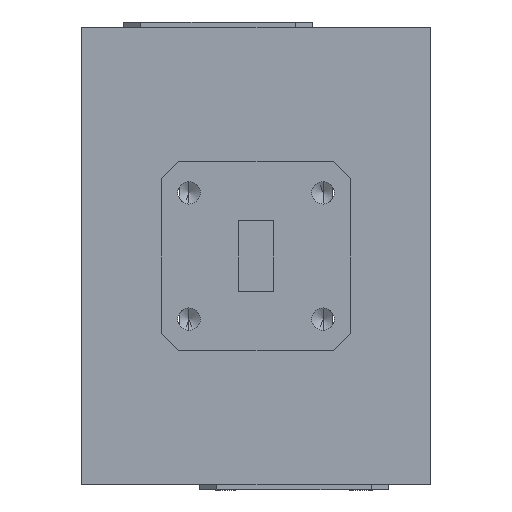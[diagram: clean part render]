
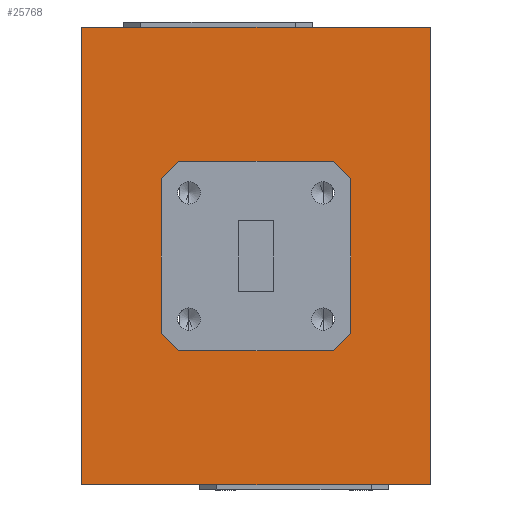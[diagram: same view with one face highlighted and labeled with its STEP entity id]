
A CAD part, left-side view. The second image highlights one B-rep face of the part: STEP entity #25768.
In plain terms, the highlighted planar face has unit normal (-1, 0, 0).
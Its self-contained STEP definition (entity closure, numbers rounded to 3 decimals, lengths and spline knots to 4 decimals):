
#73 = EDGE_CURVE ( 'NONE', #3174, #19563, #8868, .T. ) ;
#145 = ORIENTED_EDGE ( 'NONE', *, *, #17648, .T. ) ;
#172 = VECTOR ( 'NONE', #45545, 39.3701 ) ;
#399 = EDGE_LOOP ( 'NONE', ( #145, #41768, #22906, #29678 ) ) ;
#738 = VERTEX_POINT ( 'NONE', #30530 ) ;
#770 = DIRECTION ( 'NONE',  ( 0., 0., 1. ) ) ;
#888 = CARTESIAN_POINT ( 'NONE',  ( -9.48, 0.873, -2.755 ) ) ;
#1405 = VECTOR ( 'NONE', #38301, 39.3701 ) ;
#2198 = CARTESIAN_POINT ( 'NONE',  ( -9.48, -0.505, -2.755 ) ) ;
#3165 = DIRECTION ( 'NONE',  ( 0., 0.707, -0.707 ) ) ;
#3174 = VERTEX_POINT ( 'NONE', #32382 ) ;
#3452 = CARTESIAN_POINT ( 'NONE',  ( -9.48, -0.191, -1.545 ) ) ;
#4097 = FACE_BOUND ( 'NONE', #24649, .T. ) ;
#4333 = DIRECTION ( 'NONE',  ( 0., 1., 0. ) ) ;
#5548 = DIRECTION ( 'NONE',  ( 0., 0.707, 0.707 ) ) ;
#5655 = LINE ( 'NONE', #3452, #42312 ) ;
#6671 = VERTEX_POINT ( 'NONE', #38096 ) ;
#8312 = VECTOR ( 'NONE', #5548, 39.3701 ) ;
#8840 = VECTOR ( 'NONE', #770, 39.3701 ) ;
#8868 = LINE ( 'NONE', #46159, #9988 ) ;
#9988 = VECTOR ( 'NONE', #50112, 39.3701 ) ;
#10073 = DIRECTION ( 'NONE',  ( 0., -0.707, 0.707 ) ) ;
#12230 = ORIENTED_EDGE ( 'NONE', *, *, #42282, .T. ) ;
#12869 = ORIENTED_EDGE ( 'NONE', *, *, #73, .F. ) ;
#12983 = CARTESIAN_POINT ( 'NONE',  ( -9.48, 0.873, -0.925 ) ) ;
#13770 = VERTEX_POINT ( 'NONE', #41370 ) ;
#14195 = ORIENTED_EDGE ( 'NONE', *, *, #26652, .F. ) ;
#15458 = CARTESIAN_POINT ( 'NONE',  ( -9.48, 0.489, -1.475 ) ) ;
#16254 = VERTEX_POINT ( 'NONE', #37628 ) ;
#16651 = VERTEX_POINT ( 'NONE', #2198 ) ;
#17648 = EDGE_CURVE ( 'NONE', #34722, #17697, #33048, .T. ) ;
#17697 = VERTEX_POINT ( 'NONE', #888 ) ;
#18982 = CARTESIAN_POINT ( 'NONE',  ( -9.48, 0.164, -2.755 ) ) ;
#18987 = LINE ( 'NONE', #18982, #172 ) ;
#19230 = VERTEX_POINT ( 'NONE', #49028 ) ;
#19467 = EDGE_CURVE ( 'NONE', #738, #24600, #37970, .T. ) ;
#19563 = VERTEX_POINT ( 'NONE', #36327 ) ;
#20310 = CARTESIAN_POINT ( 'NONE',  ( -9.48, 0.559, -1.475 ) ) ;
#21505 = EDGE_CURVE ( 'NONE', #16651, #30063, #26542, .T. ) ;
#22348 = EDGE_CURVE ( 'NONE', #3174, #19230, #49352, .T. ) ;
#22704 = VECTOR ( 'NONE', #28196, 39.3701 ) ;
#22885 = EDGE_CURVE ( 'NONE', #30063, #34722, #51160, .T. ) ;
#22906 = ORIENTED_EDGE ( 'NONE', *, *, #21505, .T. ) ;
#23673 = ORIENTED_EDGE ( 'NONE', *, *, #19467, .F. ) ;
#23740 = FACE_OUTER_BOUND ( 'NONE', #399, .T. ) ;
#24600 = VERTEX_POINT ( 'NONE', #38525 ) ;
#24649 = EDGE_LOOP ( 'NONE', ( #48894, #12230, #23673, #46193, #14195, #50651, #12869, #31041 ) ) ;
#25376 = CARTESIAN_POINT ( 'NONE',  ( -9.48, -0.121, -2.225 ) ) ;
#25768 = ADVANCED_FACE ( 'NONE', ( #23740, #4097 ), #27714, .T. ) ;
#26245 = CARTESIAN_POINT ( 'NONE',  ( -9.48, 0.164, -0.945 ) ) ;
#26542 = LINE ( 'NONE', #52053, #8840 ) ;
#26652 = EDGE_CURVE ( 'NONE', #6671, #13770, #28224, .T. ) ;
#27066 = LINE ( 'NONE', #27847, #8312 ) ;
#27714 = PLANE ( 'NONE',  #33140 ) ;
#27847 = CARTESIAN_POINT ( 'NONE',  ( -9.48, 0.559, -2.155 ) ) ;
#28128 = VECTOR ( 'NONE', #4333, 39.3701 ) ;
#28196 = DIRECTION ( 'NONE',  ( 0., 1., 0. ) ) ;
#28224 = LINE ( 'NONE', #39924, #28128 ) ;
#29426 = LINE ( 'NONE', #15458, #29621 ) ;
#29621 = VECTOR ( 'NONE', #10073, 39.3701 ) ;
#29678 = ORIENTED_EDGE ( 'NONE', *, *, #22885, .T. ) ;
#30063 = VERTEX_POINT ( 'NONE', #37822 ) ;
#30530 = CARTESIAN_POINT ( 'NONE',  ( -9.48, 0.559, -1.545 ) ) ;
#31041 = ORIENTED_EDGE ( 'NONE', *, *, #22348, .T. ) ;
#31190 = VECTOR ( 'NONE', #3165, 39.3701 ) ;
#31194 = EDGE_CURVE ( 'NONE', #19230, #16254, #41220, .T. ) ;
#31480 = EDGE_CURVE ( 'NONE', #6671, #19563, #5655, .T. ) ;
#31651 = CARTESIAN_POINT ( 'NONE',  ( -9.48, 0.164, -1.85 ) ) ;
#32382 = CARTESIAN_POINT ( 'NONE',  ( -9.48, -0.191, -2.155 ) ) ;
#32598 = VECTOR ( 'NONE', #54668, 39.3701 ) ;
#33048 = LINE ( 'NONE', #12983, #32598 ) ;
#33118 = VECTOR ( 'NONE', #43503, 39.3701 ) ;
#33140 = AXIS2_PLACEMENT_3D ( 'NONE', #31651, #43819, #48182 ) ;
#33599 = DIRECTION ( 'NONE',  ( 0., -0.707, -0.707 ) ) ;
#34441 = EDGE_CURVE ( 'NONE', #738, #13770, #29426, .T. ) ;
#34722 = VERTEX_POINT ( 'NONE', #48503 ) ;
#36327 = CARTESIAN_POINT ( 'NONE',  ( -9.48, -0.191, -1.545 ) ) ;
#37628 = CARTESIAN_POINT ( 'NONE',  ( -9.48, 0.489, -2.225 ) ) ;
#37822 = CARTESIAN_POINT ( 'NONE',  ( -9.48, -0.505, -0.945 ) ) ;
#37970 = LINE ( 'NONE', #20310, #1405 ) ;
#38096 = CARTESIAN_POINT ( 'NONE',  ( -9.48, -0.121, -1.475 ) ) ;
#38301 = DIRECTION ( 'NONE',  ( 0., 0., -1. ) ) ;
#38525 = CARTESIAN_POINT ( 'NONE',  ( -9.48, 0.559, -2.155 ) ) ;
#39924 = CARTESIAN_POINT ( 'NONE',  ( -9.48, 0.164, -1.475 ) ) ;
#40672 = EDGE_CURVE ( 'NONE', #16651, #17697, #18987, .T. ) ;
#41220 = LINE ( 'NONE', #54103, #22704 ) ;
#41370 = CARTESIAN_POINT ( 'NONE',  ( -9.48, 0.489, -1.475 ) ) ;
#41768 = ORIENTED_EDGE ( 'NONE', *, *, #40672, .F. ) ;
#42282 = EDGE_CURVE ( 'NONE', #16254, #24600, #27066, .T. ) ;
#42312 = VECTOR ( 'NONE', #33599, 39.3701 ) ;
#43503 = DIRECTION ( 'NONE',  ( 0., 1., 0. ) ) ;
#43819 = DIRECTION ( 'NONE',  ( -1., 0., 0. ) ) ;
#45545 = DIRECTION ( 'NONE',  ( 0., 1., 0. ) ) ;
#46159 = CARTESIAN_POINT ( 'NONE',  ( -9.48, -0.191, -2.225 ) ) ;
#46193 = ORIENTED_EDGE ( 'NONE', *, *, #34441, .T. ) ;
#48182 = DIRECTION ( 'NONE',  ( 0., 0., 1. ) ) ;
#48503 = CARTESIAN_POINT ( 'NONE',  ( -9.48, 0.873, -0.945 ) ) ;
#48894 = ORIENTED_EDGE ( 'NONE', *, *, #31194, .T. ) ;
#49028 = CARTESIAN_POINT ( 'NONE',  ( -9.48, -0.121, -2.225 ) ) ;
#49352 = LINE ( 'NONE', #25376, #31190 ) ;
#50112 = DIRECTION ( 'NONE',  ( 0., 0., 1. ) ) ;
#50651 = ORIENTED_EDGE ( 'NONE', *, *, #31480, .T. ) ;
#51160 = LINE ( 'NONE', #26245, #33118 ) ;
#52053 = CARTESIAN_POINT ( 'NONE',  ( -9.48, -0.505, -2.775 ) ) ;
#54103 = CARTESIAN_POINT ( 'NONE',  ( -9.48, 0.164, -2.225 ) ) ;
#54668 = DIRECTION ( 'NONE',  ( 0., 0., -1. ) ) ;
